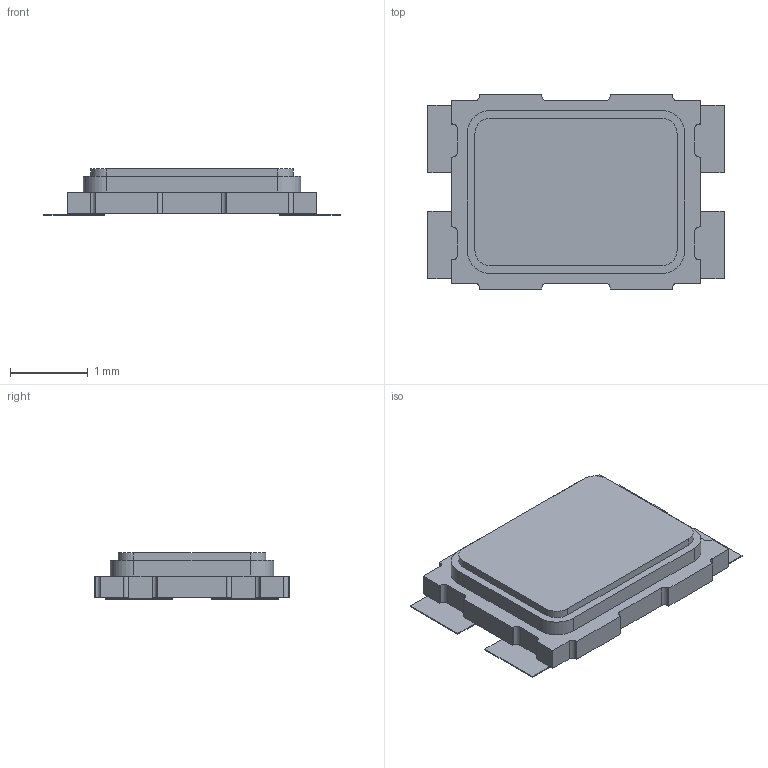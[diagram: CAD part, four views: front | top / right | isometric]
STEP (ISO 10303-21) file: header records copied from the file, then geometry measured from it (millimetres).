
FILE_DESCRIPTION (( 'STEP AP203' ), '1' );
FILE_NAME ('085-0328-000_2.step_Default_sldprt.STEP', '2020-11-13T20:11:08', ( '' ), ( '' ), 'SwSTEP 2.0', 'SolidWorks 2019', '' );
FILE_SCHEMA (( 'CONFIG_CONTROL_DESIGN' ));
Length unit declared in the file: inch
Products named in the file (1): 085-0328-000_2.step_Default_sldprt
Bounding box: 3.81 x 2.5 x 0.6 mm (x, y, z)
Volume: 3.8 mm3; surface area: 24.3 mm2
Topology: 1 solids, 1 shells, 100 faces, 288 edges, 192 vertices
Faces by surface type: plane 76, cylinder 24
Entity records: 3339 total; most frequent: CARTESIAN_POINT 581, ORIENTED_EDGE 576, DIRECTION 538, EDGE_CURVE 288, LINE 240, VECTOR 240, VERTEX_POINT 192, AXIS2_PLACEMENT_3D 149
